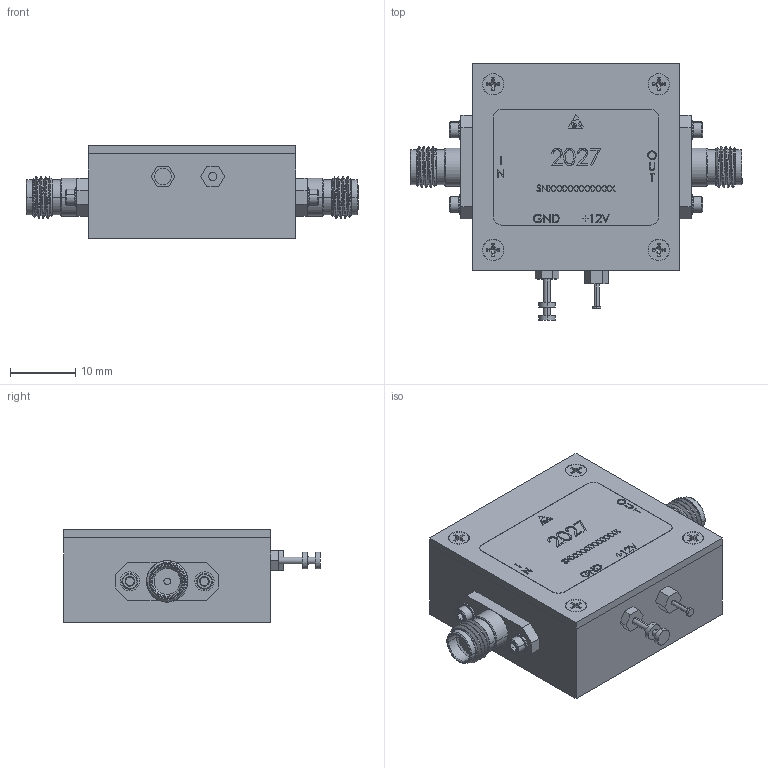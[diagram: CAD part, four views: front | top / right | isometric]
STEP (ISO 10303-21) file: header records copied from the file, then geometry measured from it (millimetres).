
FILE_DESCRIPTION (( 'STEP AP214' ), '1' );
FILE_NAME ('FMFX2027_3D.step', '2023-08-08T20:36:59', ( '' ), ( '' ), 'SwSTEP 2.0', 'SolidWorks 2022', '' );
FILE_SCHEMA (( 'AUTOMOTIVE_DESIGN' ));
Length unit declared in the file: inch
Products named in the file (1): FMFX2027_3D
Bounding box: 50.9 x 39.37 x 14.35 mm (x, y, z)
Volume: 15009.6 mm3; surface area: 5094.4 mm2
Topology: 1 solids, 13 shells, 1008 faces, 2585 edges, 1672 vertices
Faces by surface type: plane 529, cylinder 213, cone 152, bspline 114
Entity records: 43049 total; most frequent: CARTESIAN_POINT 20058, ORIENTED_EDGE 5122, DIRECTION 4163, EDGE_CURVE 2561, VERTEX_POINT 1672, LINE 1537, VECTOR 1537, AXIS2_PLACEMENT_3D 1313
